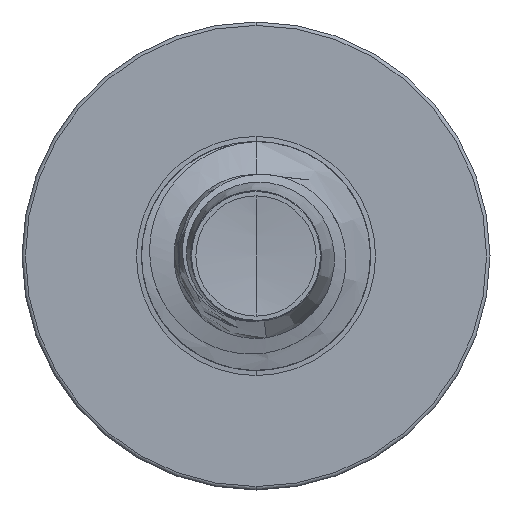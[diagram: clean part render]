
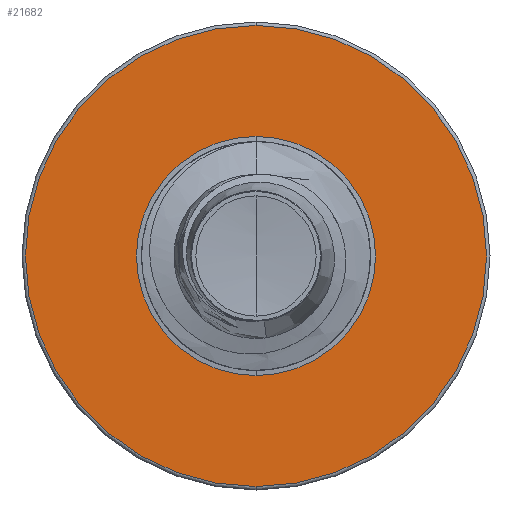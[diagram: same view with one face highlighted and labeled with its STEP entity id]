
A CAD part, front view. The second image highlights one B-rep face of the part: STEP entity #21682.
In plain terms, the highlighted planar face has unit normal (0, -1, 0).
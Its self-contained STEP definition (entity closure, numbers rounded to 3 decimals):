
#671 = VERTEX_POINT ( 'NONE', #3448 ) ;
#1207 = DIRECTION ( 'NONE',  ( 0., 1., 0. ) ) ;
#1614 = DIRECTION ( 'NONE',  ( 0., 0., 1. ) ) ;
#2588 = EDGE_LOOP ( 'NONE', ( #20816, #9450 ) ) ;
#2857 = DIRECTION ( 'NONE',  ( 0., 1., 0. ) ) ;
#3244 = AXIS2_PLACEMENT_3D ( 'NONE', #8059, #9958, #22538 ) ;
#3448 = CARTESIAN_POINT ( 'NONE',  ( 0., 11., -2.217 ) ) ;
#3692 = EDGE_LOOP ( 'NONE', ( #17137, #17515 ) ) ;
#3839 = CARTESIAN_POINT ( 'NONE',  ( 0., 11., 0. ) ) ;
#4312 = CIRCLE ( 'NONE', #11797, 1.15 ) ;
#5751 = DIRECTION ( 'NONE',  ( 0., 0., 1. ) ) ;
#6955 = EDGE_CURVE ( 'NONE', #671, #16333, #21536, .T. ) ;
#7431 = EDGE_CURVE ( 'NONE', #16333, #671, #10289, .T. ) ;
#8059 = CARTESIAN_POINT ( 'NONE',  ( 0., 11., -1.15 ) ) ;
#8935 = CARTESIAN_POINT ( 'NONE',  ( 0., 11., 2.217 ) ) ;
#9450 = ORIENTED_EDGE ( 'NONE', *, *, #6955, .F. ) ;
#9958 = DIRECTION ( 'NONE',  ( 0., 1., 0. ) ) ;
#10277 = VERTEX_POINT ( 'NONE', #22251 ) ;
#10289 = CIRCLE ( 'NONE', #20030, 2.217 ) ;
#11661 = PLANE ( 'NONE',  #3244 ) ;
#11797 = AXIS2_PLACEMENT_3D ( 'NONE', #23534, #12898, #1614 ) ;
#12481 = CARTESIAN_POINT ( 'NONE',  ( 0., 11., 0. ) ) ;
#12898 = DIRECTION ( 'NONE',  ( 0., 1., 0. ) ) ;
#13415 = FACE_BOUND ( 'NONE', #3692, .T. ) ;
#14073 = AXIS2_PLACEMENT_3D ( 'NONE', #14093, #2857, #15919 ) ;
#14093 = CARTESIAN_POINT ( 'NONE',  ( 0., 11., 0. ) ) ;
#14320 = DIRECTION ( 'NONE',  ( 0., 0., 1. ) ) ;
#15919 = DIRECTION ( 'NONE',  ( 0., 0., 1. ) ) ;
#16333 = VERTEX_POINT ( 'NONE', #8935 ) ;
#16858 = DIRECTION ( 'NONE',  ( 0., 1., 0. ) ) ;
#16976 = AXIS2_PLACEMENT_3D ( 'NONE', #3839, #16858, #5751 ) ;
#17137 = ORIENTED_EDGE ( 'NONE', *, *, #22913, .T. ) ;
#17515 = ORIENTED_EDGE ( 'NONE', *, *, #17804, .T. ) ;
#17804 = EDGE_CURVE ( 'NONE', #10277, #21392, #4312, .T. ) ;
#18162 = FACE_OUTER_BOUND ( 'NONE', #2588, .T. ) ;
#20030 = AXIS2_PLACEMENT_3D ( 'NONE', #12481, #1207, #14320 ) ;
#20665 = CIRCLE ( 'NONE', #16976, 1.15 ) ;
#20816 = ORIENTED_EDGE ( 'NONE', *, *, #7431, .F. ) ;
#21392 = VERTEX_POINT ( 'NONE', #22382 ) ;
#21536 = CIRCLE ( 'NONE', #14073, 2.217 ) ;
#21682 = ADVANCED_FACE ( 'NONE', ( #18162, #13415 ), #11661, .F. ) ;
#22251 = CARTESIAN_POINT ( 'NONE',  ( 0., 11., -1.15 ) ) ;
#22382 = CARTESIAN_POINT ( 'NONE',  ( 0., 11., 1.15 ) ) ;
#22538 = DIRECTION ( 'NONE',  ( 0., 0., 1. ) ) ;
#22913 = EDGE_CURVE ( 'NONE', #21392, #10277, #20665, .T. ) ;
#23534 = CARTESIAN_POINT ( 'NONE',  ( 0., 11., 0. ) ) ;
